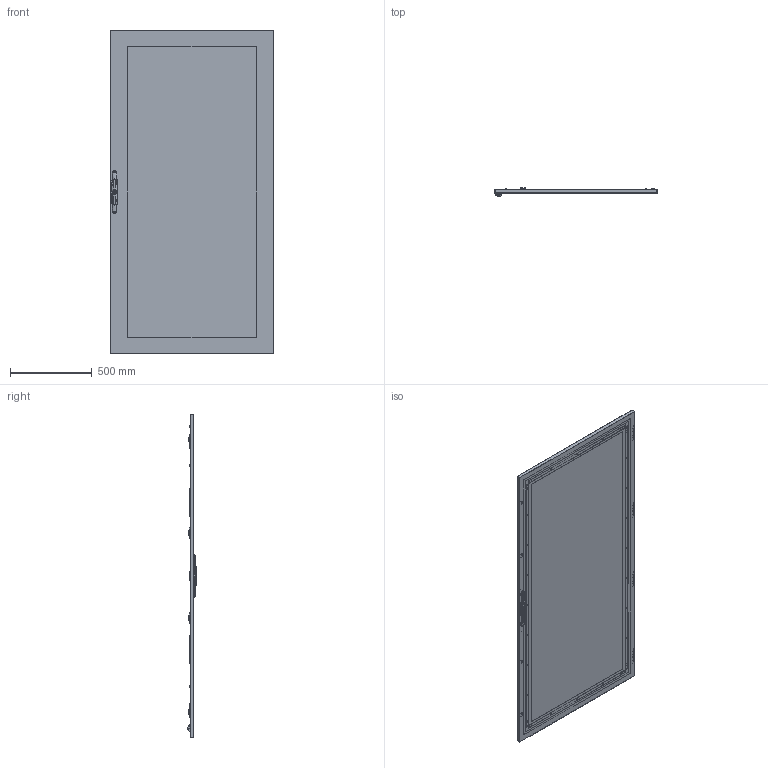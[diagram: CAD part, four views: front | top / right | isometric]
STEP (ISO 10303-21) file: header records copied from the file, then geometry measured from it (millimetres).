
FILE_DESCRIPTION (( 'STEP AP203' ), '1' );
FILE_NAME ('DTE20A.step', '2021-06-30T17:18:41', ( 'ADC123' ), ( 'Microsoft' ), 'SwSTEP 2.0', 'SolidWorks 2021', '' );
FILE_SCHEMA (( 'CONFIG_CONTROL_DESIGN' ));
Products named in the file (1): DTE20A
Bounding box: 993 x 53.07 x 1983 mm (x, y, z)
Volume: 8835274.6 mm3; surface area: 5738311 mm2
Topology: 102 solids, 102 shells, 3653 faces, 9529 edges, 6201 vertices
Faces by surface type: plane 1763, cylinder 1261, cone 364, bspline 227, torus 38
Full cylindrical faces by diameter (mm): 0.25 x8, 3.4 x2, 3.5 x6, 4 x2, 4.25 x160, 4.3 x2, 4.4 x2, 4.5 x2, 4.9 x8, 4.917 x14, 4.984 x1, 5 x17, 5.2 x3, 5.5 x1, 6 x22, 6.2 x4, 7 x32, 7.2 x22, 8 x30, 9 x40, 10 x10, 10.2 x1, 12 x2, 12.8 x1, 13.5 x2, 14 x1, 15 x1, 15.2 x1, 15.9 x1
Entity records: 132767 total; most frequent: CARTESIAN_POINT 46564, ORIENTED_EDGE 17812, DIRECTION 16741, EDGE_CURVE 8906, VERTEX_POINT 6104, AXIS2_PLACEMENT_3D 6061, EDGE_LOOP 4906, VECTOR 4619
